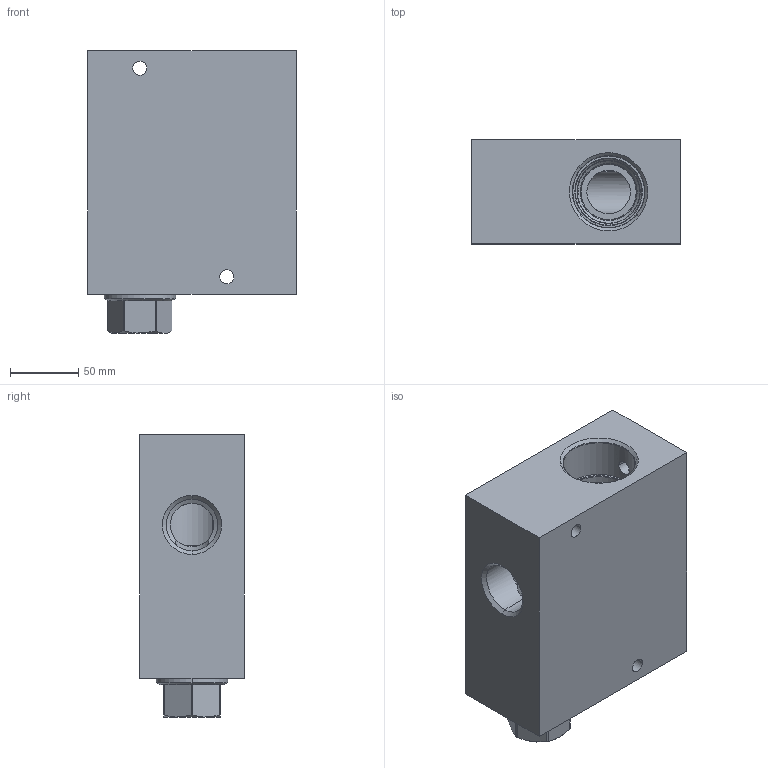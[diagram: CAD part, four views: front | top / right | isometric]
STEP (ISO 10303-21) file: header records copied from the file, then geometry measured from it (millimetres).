
FILE_DESCRIPTION((''),'2;1');
FILE_NAME('K6F_ASM','2021-11-26T',('ProEService'),(''),'PRO/ENGINEER BY PARAMETRIC TECHNOLOGY CORPORATION, 2014200','PRO/ENGINEER BY PARAMETRIC TECHNOLOGY CORPORATION, 2014200','');
FILE_SCHEMA(('CONFIG_CONTROL_DESIGN'));
Length unit declared in the file: inch
Products named in the file (3): 151-923-003; CXJAXCN; K6F_ASM
Assembly tree (2 placements, depth 2):
  K6F_ASM
    151-923-003
    CXJAXCN
Bounding box: 152.4 x 76.2 x 206.38 mm (x, y, z)
Volume: 1709526.7 mm3; surface area: 173983.8 mm2
Topology: 4 solids, 4 shells, 185 faces, 645 edges, 558 vertices
Faces by surface type: cylinder 75, cone 45, plane 35, torus 22, revolution 8
Entity records: 7825 total; most frequent: CARTESIAN_POINT 2307, DIRECTION 1195, ORIENTED_EDGE 848, EDGE_CURVE 424, AXIS2_PLACEMENT_3D 413, VECTOR 361, LINE 361, VERTEX_POINT 254
